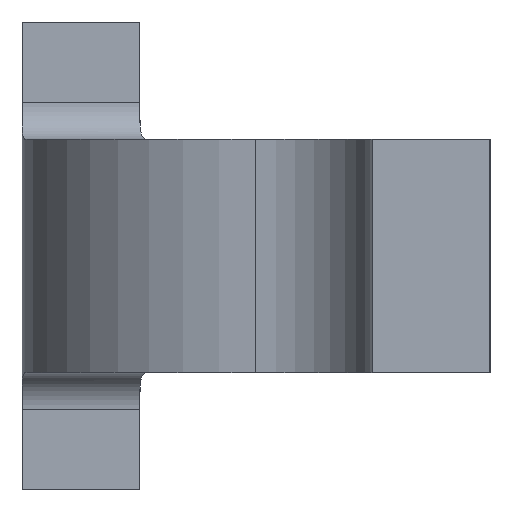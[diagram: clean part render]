
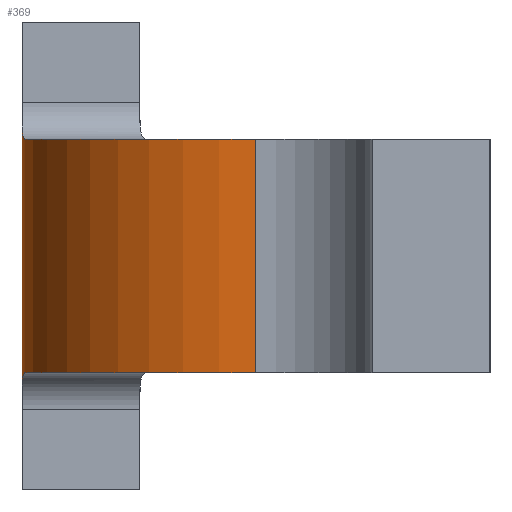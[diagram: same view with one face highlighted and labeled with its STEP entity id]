
A CAD part, left-side view. The second image highlights one B-rep face of the part: STEP entity #369.
In plain terms, the highlighted cylindrical face has radius 1.28 mm (diameter 2.56 mm), a partial arc.
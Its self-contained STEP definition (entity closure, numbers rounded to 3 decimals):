
#22 = EDGE_CURVE ( 'NONE', #762, #380, #411, .T. ) ;
#42 = EDGE_CURVE ( 'NONE', #686, #762, #354, .T. ) ;
#43 = DIRECTION ( 'NONE',  ( -1., 0., 0. ) ) ;
#61 = DIRECTION ( 'NONE',  ( 0., 0., -1. ) ) ;
#93 = FACE_OUTER_BOUND ( 'NONE', #397, .T. ) ;
#128 = VERTEX_POINT ( 'NONE', #696 ) ;
#150 = CARTESIAN_POINT ( 'NONE',  ( -1.022, 2.54, -0.73 ) ) ;
#157 = ORIENTED_EDGE ( 'NONE', *, *, #816, .T. ) ;
#165 = VECTOR ( 'NONE', #440, 1000. ) ;
#216 = CARTESIAN_POINT ( 'NONE',  ( -1.096, 2.537, 0.656 ) ) ;
#222 = CARTESIAN_POINT ( 'NONE',  ( -1., 1.26, 0.635 ) ) ;
#243 = DIRECTION ( 'NONE',  ( 0., 0., -1. ) ) ;
#262 = LINE ( 'NONE', #601, #713 ) ;
#281 = CARTESIAN_POINT ( 'NONE',  ( -2.28, 1.273, 0.635 ) ) ;
#294 = CARTESIAN_POINT ( 'NONE',  ( -1., 2.54, -0.835 ) ) ;
#298 = CARTESIAN_POINT ( 'NONE',  ( -1.096, 2.537, -0.656 ) ) ;
#313 = LINE ( 'NONE', #746, #165 ) ;
#330 = CARTESIAN_POINT ( 'NONE',  ( -2.28, 1.273, -0.635 ) ) ;
#336 = AXIS2_PLACEMENT_3D ( 'NONE', #222, #748, #885 ) ;
#354 = CIRCLE ( 'NONE', #336, 1.28 ) ;
#369 = ADVANCED_FACE ( 'NONE', ( #93 ), #418, .T. ) ;
#380 = VERTEX_POINT ( 'NONE', #917 ) ;
#397 = EDGE_LOOP ( 'NONE', ( #676, #693, #974, #157, #570, #821 ) ) ;
#411 = B_SPLINE_CURVE_WITH_KNOTS ( 'NONE', 3,
 ( #525, #591, #216, #976, #738, #670 ),
 .UNSPECIFIED., .F., .F.,
 ( 4, 2, 4 ),
 ( 0., 0., 0. ),
 .UNSPECIFIED. ) ;
#418 = CYLINDRICAL_SURFACE ( 'NONE', #909, 1.28 ) ;
#420 = CARTESIAN_POINT ( 'NONE',  ( -1., 1.26, -0.635 ) ) ;
#440 = DIRECTION ( 'NONE',  ( 0., 0., 1. ) ) ;
#464 = DIRECTION ( 'NONE',  ( -1., 0., 0. ) ) ;
#470 = CARTESIAN_POINT ( 'NONE',  ( -1., 1.26, 1.27 ) ) ;
#514 = AXIS2_PLACEMENT_3D ( 'NONE', #420, #572, #43 ) ;
#525 = CARTESIAN_POINT ( 'NONE',  ( -1.2, 2.524, 0.635 ) ) ;
#562 = B_SPLINE_CURVE_WITH_KNOTS ( 'NONE', 3,
 ( #294, #826, #150, #298, #745, #675 ),
 .UNSPECIFIED., .F., .F.,
 ( 4, 2, 4 ),
 ( 0., 0., 0. ),
 .UNSPECIFIED. ) ;
#570 = ORIENTED_EDGE ( 'NONE', *, *, #42, .T. ) ;
#572 = DIRECTION ( 'NONE',  ( 0., 0., 1. ) ) ;
#591 = CARTESIAN_POINT ( 'NONE',  ( -1.148, 2.533, 0.635 ) ) ;
#601 = CARTESIAN_POINT ( 'NONE',  ( -1., 2.54, 1.27 ) ) ;
#670 = CARTESIAN_POINT ( 'NONE',  ( -1., 2.54, 0.835 ) ) ;
#675 = CARTESIAN_POINT ( 'NONE',  ( -1.2, 2.524, -0.635 ) ) ;
#676 = ORIENTED_EDGE ( 'NONE', *, *, #750, .T. ) ;
#677 = EDGE_CURVE ( 'NONE', #128, #887, #858, .T. ) ;
#686 = VERTEX_POINT ( 'NONE', #281 ) ;
#693 = ORIENTED_EDGE ( 'NONE', *, *, #702, .T. ) ;
#696 = CARTESIAN_POINT ( 'NONE',  ( -1.2, 2.524, -0.635 ) ) ;
#702 = EDGE_CURVE ( 'NONE', #886, #128, #562, .T. ) ;
#713 = VECTOR ( 'NONE', #61, 1000. ) ;
#723 = CARTESIAN_POINT ( 'NONE',  ( -1., 2.54, -0.835 ) ) ;
#738 = CARTESIAN_POINT ( 'NONE',  ( -1., 2.54, 0.782 ) ) ;
#745 = CARTESIAN_POINT ( 'NONE',  ( -1.148, 2.533, -0.635 ) ) ;
#746 = CARTESIAN_POINT ( 'NONE',  ( -2.28, 1.273, 1.27 ) ) ;
#748 = DIRECTION ( 'NONE',  ( 0., 0., -1. ) ) ;
#750 = EDGE_CURVE ( 'NONE', #380, #886, #262, .T. ) ;
#762 = VERTEX_POINT ( 'NONE', #962 ) ;
#816 = EDGE_CURVE ( 'NONE', #887, #686, #313, .T. ) ;
#821 = ORIENTED_EDGE ( 'NONE', *, *, #22, .T. ) ;
#826 = CARTESIAN_POINT ( 'NONE',  ( -1., 2.54, -0.782 ) ) ;
#858 = CIRCLE ( 'NONE', #514, 1.28 ) ;
#885 = DIRECTION ( 'NONE',  ( -1., 0., 0. ) ) ;
#886 = VERTEX_POINT ( 'NONE', #723 ) ;
#887 = VERTEX_POINT ( 'NONE', #330 ) ;
#909 = AXIS2_PLACEMENT_3D ( 'NONE', #470, #243, #464 ) ;
#917 = CARTESIAN_POINT ( 'NONE',  ( -1., 2.54, 0.835 ) ) ;
#962 = CARTESIAN_POINT ( 'NONE',  ( -1.2, 2.524, 0.635 ) ) ;
#974 = ORIENTED_EDGE ( 'NONE', *, *, #677, .T. ) ;
#976 = CARTESIAN_POINT ( 'NONE',  ( -1.022, 2.54, 0.73 ) ) ;
